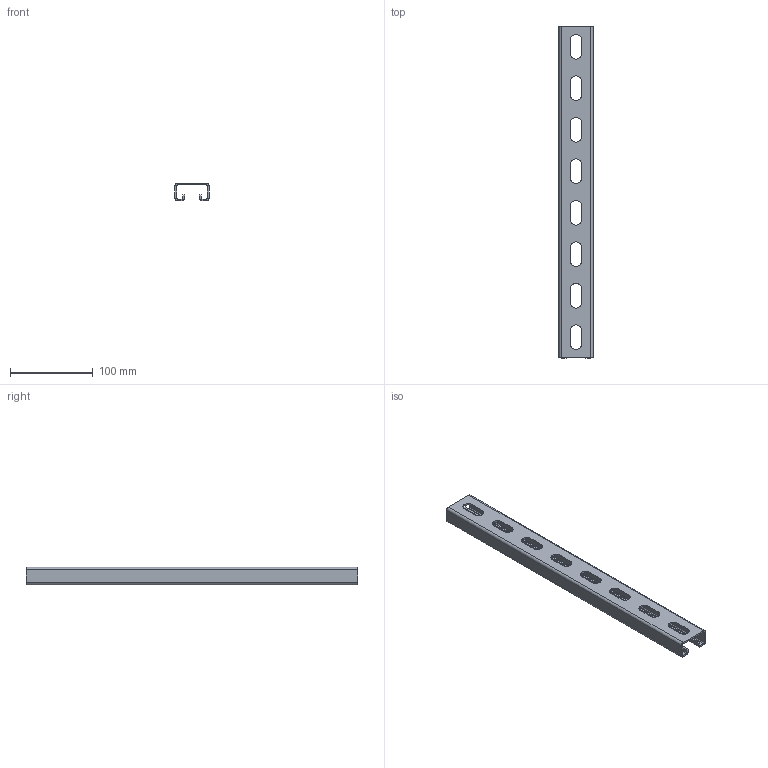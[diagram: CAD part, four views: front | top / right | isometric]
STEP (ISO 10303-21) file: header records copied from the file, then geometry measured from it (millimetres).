
FILE_DESCRIPTION((''),'2;1');
FILE_NAME('646204_PRT','2018-12-05T12:38:29',('tomasz.grudniewski'),(''),'CREO PARAMETRIC BY PTC INC, 2018260','CREO PARAMETRIC BY PTC INC, 2018260','');
FILE_SCHEMA(('CONFIG_CONTROL_DESIGN'));
Length unit declared in the file: millimetre
Products named in the file (1): 646204_PRT
Bounding box: 41 x 400 x 21 mm (x, y, z)
Volume: 76619.9 mm3; surface area: 79828.8 mm2
Topology: 1 solids, 1 shells, 86 faces, 204 edges, 120 vertices
Faces by surface type: plane 58, cylinder 28
Entity records: 2490 total; most frequent: DIRECTION 432, CARTESIAN_POINT 410, ORIENTED_EDGE 408, EDGE_CURVE 204, VECTOR 148, LINE 148, AXIS2_PLACEMENT_3D 142, VERTEX_POINT 120
